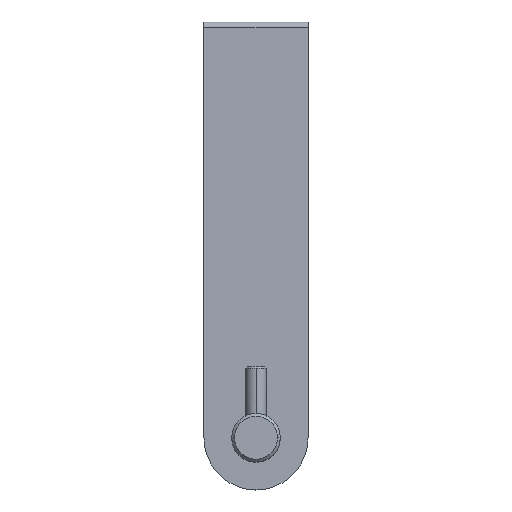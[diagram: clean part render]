
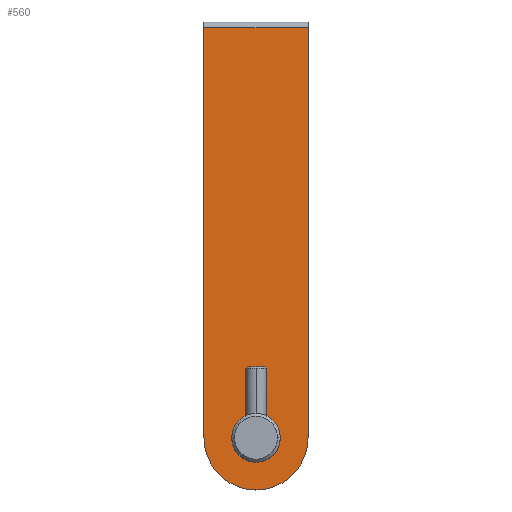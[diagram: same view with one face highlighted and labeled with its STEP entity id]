
A CAD part, top view. The second image highlights one B-rep face of the part: STEP entity #560.
In plain terms, the highlighted planar face has unit normal (0, 0, 1).
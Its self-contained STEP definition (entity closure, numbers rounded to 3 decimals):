
#10=CARTESIAN_POINT('',(0.,0.,0.));
#20=DIRECTION('',(0.,0.,1.));
#30=DIRECTION('',(1.,0.,0.));
#40=AXIS2_PLACEMENT_3D('',#10,#20,#30);
#50=PLANE('',#40);
#60=CARTESIAN_POINT('',(15.,0.,0.));
#70=DIRECTION('',(0.,1.,0.));
#80=VECTOR('',#70,1.);
#90=LINE('',#60,#80);
#100=CARTESIAN_POINT('',(15.,0.,0.));
#110=VERTEX_POINT('',#100);
#120=CARTESIAN_POINT('',(15.,118.3,0.));
#130=VERTEX_POINT('',#120);
#140=EDGE_CURVE('',#110,#130,#90,.T.);
#150=ORIENTED_EDGE('',*,*,#140,.T.);
#160=CARTESIAN_POINT('',(0.,0.,0.));
#170=DIRECTION('',(0.,0.,1.));
#180=DIRECTION('',(1.,0.,0.));
#190=AXIS2_PLACEMENT_3D('',#160,#170,#180);
#200=CIRCLE('',#190,15.);
#210=CARTESIAN_POINT('',(-15.,0.,0.));
#220=VERTEX_POINT('',#210);
#230=EDGE_CURVE('',#220,#110,#200,.T.);
#240=ORIENTED_EDGE('',*,*,#230,.T.);
#250=CARTESIAN_POINT('',(-15.,0.,0.));
#260=DIRECTION('',(0.,1.,0.));
#270=VECTOR('',#260,1.);
#280=LINE('',#250,#270);
#290=CARTESIAN_POINT('',(-15.,118.3,0.));
#300=VERTEX_POINT('',#290);
#310=EDGE_CURVE('',#220,#300,#280,.T.);
#320=ORIENTED_EDGE('',*,*,#310,.F.);
#330=CARTESIAN_POINT('',(0.,118.3,0.));
#340=DIRECTION('',(1.,0.,0.));
#350=VECTOR('',#340,1.);
#360=LINE('',#330,#350);
#370=EDGE_CURVE('',#300,#130,#360,.T.);
#380=ORIENTED_EDGE('',*,*,#370,.F.);
#390=EDGE_LOOP('',(#380,#320,#240,#150));
#400=FACE_OUTER_BOUND('',#390,.T.);
#410=CARTESIAN_POINT('',(0.,0.,0.));
#420=DIRECTION('',(0.,0.,1.));
#430=DIRECTION('',(1.,0.,0.));
#440=AXIS2_PLACEMENT_3D('',#410,#420,#430);
#450=CIRCLE('',#440,7.);
#460=CARTESIAN_POINT('',(7.,0.,0.));
#470=VERTEX_POINT('',#460);
#480=CARTESIAN_POINT('',(-7.,0.,0.));
#490=VERTEX_POINT('',#480);
#500=EDGE_CURVE('',#470,#490,#450,.T.);
#510=ORIENTED_EDGE('',*,*,#500,.F.);
#520=EDGE_CURVE('',#490,#470,#450,.T.);
#530=ORIENTED_EDGE('',*,*,#520,.F.);
#540=EDGE_LOOP('',(#530,#510));
#550=FACE_BOUND('',#540,.T.);
#560=ADVANCED_FACE('',(#400,#550),#50,.T.);
